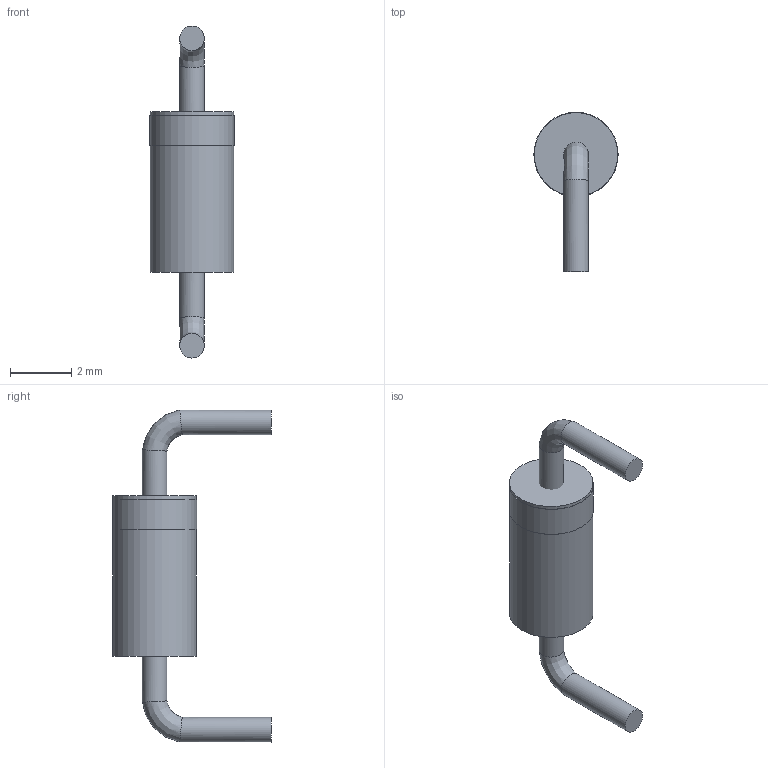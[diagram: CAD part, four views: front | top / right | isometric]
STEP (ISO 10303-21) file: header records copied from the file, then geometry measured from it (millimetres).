
FILE_DESCRIPTION(('FreeCAD Model'),'2;1');
FILE_NAME('DO-41_H_10.stp', '2017-09-24T12:38:36',('Author'),(''), 'Open CASCADE STEP processor 6.8','FreeCAD','Unknown');
FILE_SCHEMA(('AUTOMOTIVE_DESIGN_CC2 { 1 2 10303 214 -1 1 5 4 }'));
Length unit declared in the file: millimetre
Products named in the file (5): ASSEMBLY; Pad; Sweep_(Mirror_#1); Sweep; Pad001
Assembly tree (4 placements, depth 2):
  ASSEMBLY
    Pad
    Sweep_(Mirror_#1)
    Sweep
    Pad001
Bounding box: 2.74 x 5.17 x 10.8 mm (x, y, z)
Volume: 37.8 mm3; surface area: 112.5 mm2
Topology: 4 solids, 4 shells, 17 faces, 27 edges, 18 vertices
Faces by surface type: plane 8, cylinder 7, bspline 2
Full cylindrical faces by diameter (mm): 0.8 x4, 2.72 x2, 2.74 x1
Entity records: 5364 total; most frequent: CARTESIAN_POINT 4708, DIRECTION 94, ORIENTED_EDGE 54, PCURVE 54, DEFINITIONAL_REPRESENTATION 54, LINE 32, VECTOR 32, AXIS2_PLACEMENT_3D 30
